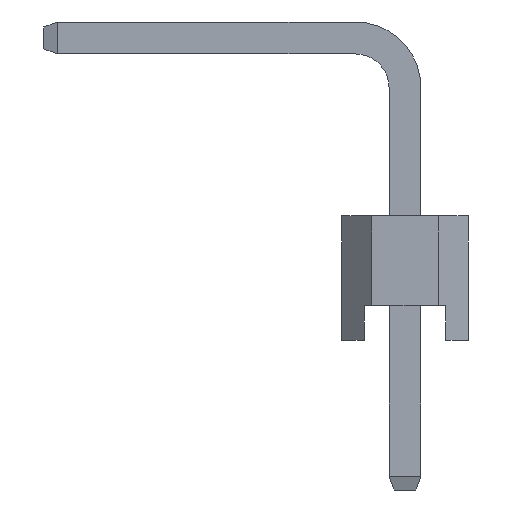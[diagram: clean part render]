
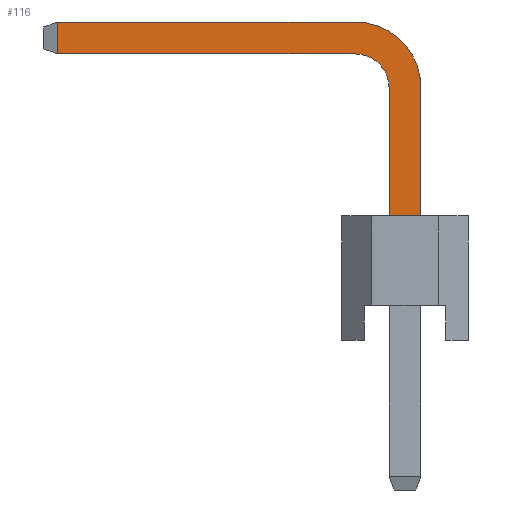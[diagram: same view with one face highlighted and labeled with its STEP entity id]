
A CAD part, left-side view. The second image highlights one B-rep face of the part: STEP entity #116.
In plain terms, the highlighted planar face has unit normal (-1, 0, 0).
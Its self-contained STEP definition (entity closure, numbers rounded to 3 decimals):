
#116=ADVANCED_FACE('',(#430),#432,.T.);
#430=FACE_BOUND('',#431,.T.);
#431=EDGE_LOOP('',(#681,#682,#683,#684,#685,#686,#687,#688));
#432=PLANE('',#433);
#433=AXIS2_PLACEMENT_3D('',#434,#435,#436);
#434=CARTESIAN_POINT('',(-0.32,0.32,-3.));
#435=DIRECTION('',(-1.,0.,0.));
#436=DIRECTION('',(0.,-1.,0.));
#681=ORIENTED_EDGE('',*,*,#849,.F.);
#682=ORIENTED_EDGE('',*,*,#850,.F.);
#683=ORIENTED_EDGE('',*,*,#851,.F.);
#684=ORIENTED_EDGE('',*,*,#852,.F.);
#685=ORIENTED_EDGE('',*,*,#820,.T.);
#686=ORIENTED_EDGE('',*,*,#846,.T.);
#687=ORIENTED_EDGE('',*,*,#853,.T.);
#688=ORIENTED_EDGE('',*,*,#854,.T.);
#820=EDGE_CURVE('',#914,#918,#920,.T.);
#846=EDGE_CURVE('',#918,#966,#968,.T.);
#849=EDGE_CURVE('',#972,#973,#974,.T.);
#850=EDGE_CURVE('',#975,#972,#976,.T.);
#851=EDGE_CURVE('',#977,#975,#978,.T.);
#852=EDGE_CURVE('',#914,#977,#979,.T.);
#853=EDGE_CURVE('',#966,#980,#981,.T.);
#854=EDGE_CURVE('',#980,#973,#982,.T.);
#914=VERTEX_POINT('',#1074);
#918=VERTEX_POINT('',#1082);
#920=LINE('',#1086,#1087);
#966=VERTEX_POINT('',#1184);
#968=LINE('',#1188,#1189);
#972=VERTEX_POINT('',#1198);
#973=VERTEX_POINT('',#1199);
#974=LINE('',#1200,#1201);
#975=VERTEX_POINT('',#1203);
#976=LINE('',#1204,#1205);
#977=VERTEX_POINT('',#1207);
#978=CIRCLE('',#1208,0.68);
#979=LINE('',#1212,#1213);
#980=VERTEX_POINT('',#1215);
#981=CIRCLE('',#1216,1.32);
#982=LINE('',#1220,#1221);
#1074=CARTESIAN_POINT('',(-0.32,0.32,2.5));
#1082=CARTESIAN_POINT('',(-0.32,-0.32,2.5));
#1086=CARTESIAN_POINT('',(-0.32,0.32,2.5));
#1087=VECTOR('',#1088,1.);
#1088=DIRECTION('',(0.,-1.,0.));
#1184=CARTESIAN_POINT('',(-0.32,-0.32,5.07));
#1188=CARTESIAN_POINT('',(-0.32,-0.32,2.5));
#1189=VECTOR('',#1190,1.);
#1190=DIRECTION('',(0.,0.,1.));
#1198=CARTESIAN_POINT('',(-0.32,6.975,5.75));
#1199=CARTESIAN_POINT('',(-0.32,6.975,6.39));
#1200=CARTESIAN_POINT('',(-0.32,6.975,5.75));
#1201=VECTOR('',#1202,1.);
#1202=DIRECTION('',(0.,0.,1.));
#1203=CARTESIAN_POINT('',(-0.32,1.,5.75));
#1204=CARTESIAN_POINT('',(-0.32,1.,5.75));
#1205=VECTOR('',#1206,1.);
#1206=DIRECTION('',(0.,1.,0.));
#1207=CARTESIAN_POINT('',(-0.32,0.32,5.07));
#1208=AXIS2_PLACEMENT_3D('',#1209,#1210,#1211);
#1209=CARTESIAN_POINT('',(-0.32,1.,5.07));
#1210=DIRECTION('',(-1.,-0.,0.));
#1211=DIRECTION('',(0.,-1.,0.));
#1212=CARTESIAN_POINT('',(-0.32,0.32,2.5));
#1213=VECTOR('',#1214,1.);
#1214=DIRECTION('',(0.,0.,1.));
#1215=CARTESIAN_POINT('',(-0.32,1.,6.39));
#1216=AXIS2_PLACEMENT_3D('',#1217,#1218,#1219);
#1217=CARTESIAN_POINT('',(-0.32,1.,5.07));
#1218=DIRECTION('',(-1.,-0.,0.));
#1219=DIRECTION('',(0.,-1.,0.));
#1220=CARTESIAN_POINT('',(-0.32,1.,6.39));
#1221=VECTOR('',#1222,1.);
#1222=DIRECTION('',(0.,1.,0.));
